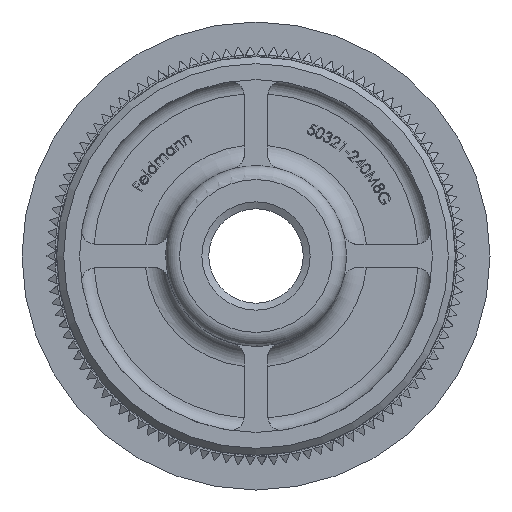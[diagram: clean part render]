
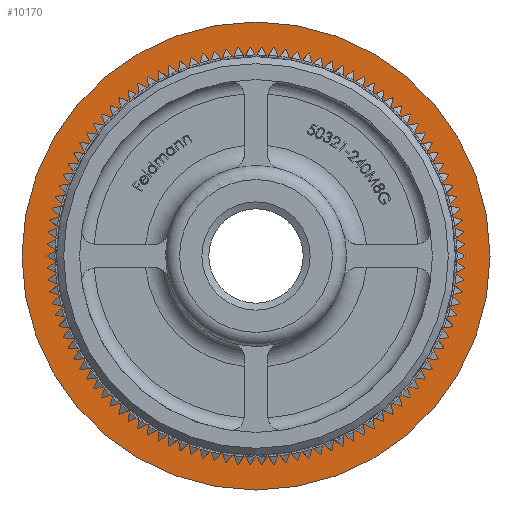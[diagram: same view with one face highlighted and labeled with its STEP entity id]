
A CAD part, front view. The second image highlights one B-rep face of the part: STEP entity #10170.
In plain terms, the highlighted planar face has unit normal (0, -1, 0).
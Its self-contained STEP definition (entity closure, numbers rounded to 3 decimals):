
#4934 = CARTESIAN_POINT ( 'NONE',  ( 16.85, 12.2, 0. ) ) ;
#6825 = ORIENTED_EDGE ( 'NONE', *, *, #36924, .F. ) ;
#8281 = AXIS2_PLACEMENT_3D ( 'NONE', #18908, #9201, #24767 ) ;
#9201 = DIRECTION ( 'NONE',  ( 0., -1., 0. ) ) ;
#9570 = CIRCLE ( 'NONE', #13572, 16.85 ) ;
#10170 = ADVANCED_FACE ( 'NONE', ( #24273, #14154 ), #38419, .T. ) ;
#11074 = VERTEX_POINT ( 'NONE', #33606 ) ;
#12415 = EDGE_LOOP ( 'NONE', ( #13363 ) ) ;
#13363 = ORIENTED_EDGE ( 'NONE', *, *, #17930, .T. ) ;
#13572 = AXIS2_PLACEMENT_3D ( 'NONE', #17682, #30291, #17958 ) ;
#13703 = DIRECTION ( 'NONE',  ( 0., -1., 0. ) ) ;
#14154 = FACE_OUTER_BOUND ( 'NONE', #12415, .T. ) ;
#17682 = CARTESIAN_POINT ( 'NONE',  ( 0., 12.2, 0. ) ) ;
#17930 = EDGE_CURVE ( 'NONE', #35589, #35589, #9570, .T. ) ;
#17958 = DIRECTION ( 'NONE',  ( 0., 0., -1. ) ) ;
#18908 = CARTESIAN_POINT ( 'NONE',  ( 0., 12.2, 0. ) ) ;
#24223 = CIRCLE ( 'NONE', #8281, 14.35 ) ;
#24273 = FACE_BOUND ( 'NONE', #32936, .T. ) ;
#24767 = DIRECTION ( 'NONE',  ( 0., 0., -1. ) ) ;
#29279 = DIRECTION ( 'NONE',  ( 0., 0., -1. ) ) ;
#30291 = DIRECTION ( 'NONE',  ( 0., -1., 0. ) ) ;
#32936 = EDGE_LOOP ( 'NONE', ( #6825 ) ) ;
#33606 = CARTESIAN_POINT ( 'NONE',  ( 0., 12.2, -14.35 ) ) ;
#34841 = AXIS2_PLACEMENT_3D ( 'NONE', #4934, #13703, #29279 ) ;
#35589 = VERTEX_POINT ( 'NONE', #37764 ) ;
#36924 = EDGE_CURVE ( 'NONE', #11074, #11074, #24223, .T. ) ;
#37764 = CARTESIAN_POINT ( 'NONE',  ( 0., 12.2, -16.85 ) ) ;
#38419 = PLANE ( 'NONE',  #34841 ) ;
